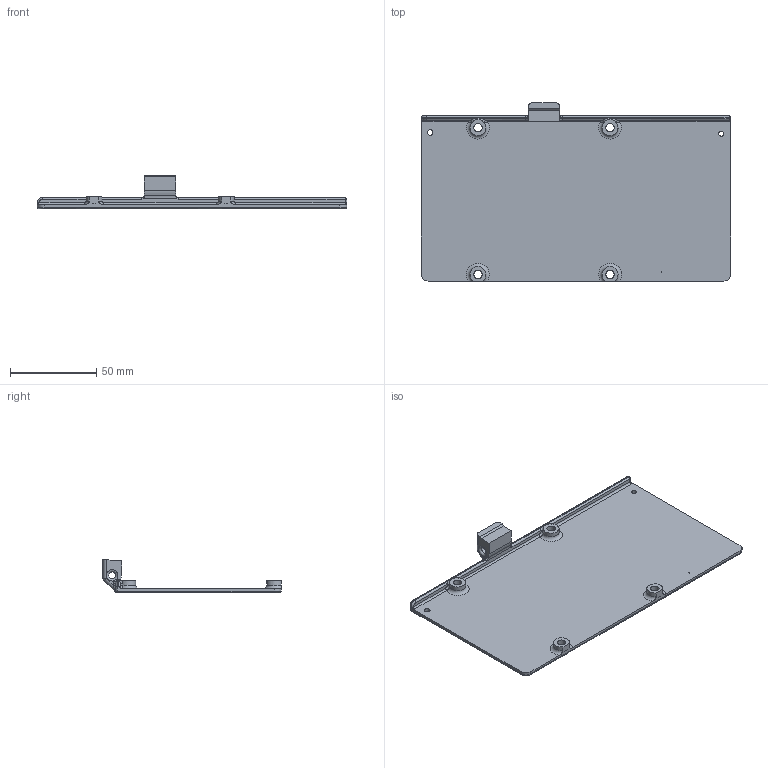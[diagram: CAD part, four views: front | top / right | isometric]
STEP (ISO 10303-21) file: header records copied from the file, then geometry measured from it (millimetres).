
FILE_DESCRIPTION(/* description */ (''),/* implementation_level */ '2;1');
FILE_NAME(/* name */ 'SUPPORT.step',/* time_stamp */ '2024-05-18T14:59:30+01:00',/* author */ (''),/* organization */ (''),/* preprocessor_version */ 'ST-DEVELOPER v20',/* originating_system */ 'Autodesk Translation Framework v12.20.1.177',/* authorisation */ '');
FILE_SCHEMA (('AUTOMOTIVE_DESIGN { 1 0 10303 214 3 1 1 }'));
Length unit declared in the file: millimetre
Products named in the file (1): TXV12a
Bounding box: 179 x 103 x 19.5 mm (x, y, z)
Volume: 47283.7 mm3; surface area: 38379.6 mm2
Topology: 1 solids, 1 shells, 124 faces, 308 edges, 186 vertices
Faces by surface type: cylinder 54, plane 30, torus 18, bspline 16, sphere 6
Full cylindrical faces by diameter (mm): 2.9 x1, 3.238 x1, 4 x1, 4.8 x4, 7.2 x4
Entity records: 4591 total; most frequent: CARTESIAN_POINT 1605, DIRECTION 625, ORIENTED_EDGE 616, EDGE_CURVE 308, AXIS2_PLACEMENT_3D 254, VERTEX_POINT 186, EDGE_LOOP 142, CIRCLE 139
